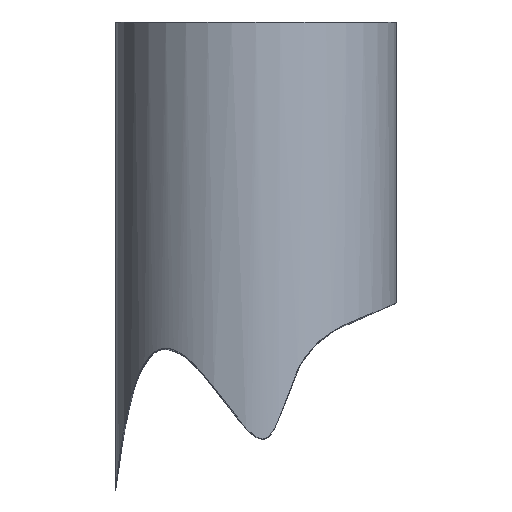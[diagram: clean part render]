
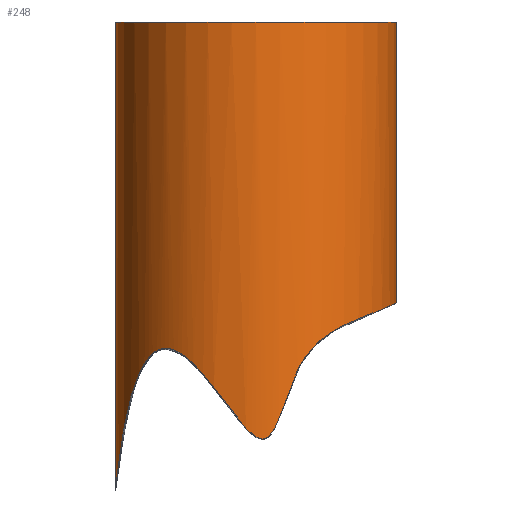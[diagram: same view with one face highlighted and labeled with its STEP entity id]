
A CAD part, top view. The second image highlights one B-rep face of the part: STEP entity #248.
In plain terms, the highlighted cylindrical face has radius 30 mm (diameter 60 mm), a partial arc.
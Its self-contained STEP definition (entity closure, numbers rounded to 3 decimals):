
#6=CARTESIAN_POINT('',(0.,100.,0.));
#7=DIRECTION('',(0.,1.,0.));
#8=DIRECTION('',(-1.,0.,0.));
#9=AXIS2_PLACEMENT_3D('',#6,#7,#8);
#11=DIRECTION('',(0.,1.,0.));
#12=VECTOR('',#11,60.);
#13=CARTESIAN_POINT('',(30.,40.,0.));
#14=LINE('',#13,#12);
#106=CARTESIAN_POINT('',(-30.,0.,0.));
#107=CARTESIAN_POINT('',(-30.,0.,0.276));
#108=CARTESIAN_POINT('',(-29.993,0.074,
0.844));
#109=CARTESIAN_POINT('',(-29.951,0.491,1.79));
#110=CARTESIAN_POINT('',(-29.884,1.156,2.686));
#111=CARTESIAN_POINT('',(-29.792,2.033,3.563));
#112=CARTESIAN_POINT('',(-29.675,3.101,4.43));
#113=CARTESIAN_POINT('',(-29.535,4.322,5.284));
#114=CARTESIAN_POINT('',(-29.369,5.692,6.143));
#115=CARTESIAN_POINT('',(-29.166,7.262,7.048));
#116=CARTESIAN_POINT('',(-28.913,9.069,8.025));
#117=CARTESIAN_POINT('',(-28.603,11.091,9.07));
#118=CARTESIAN_POINT('',(-28.233,13.264,10.167));
#119=CARTESIAN_POINT('',(-27.797,15.534,11.308));
#120=CARTESIAN_POINT('',(-27.292,17.822,12.477));
#121=CARTESIAN_POINT('',(-26.744,19.96,13.61));
#122=CARTESIAN_POINT('',(-26.199,21.787,14.63));
#123=CARTESIAN_POINT('',(-25.669,23.319,15.539));
#124=CARTESIAN_POINT('',(-25.143,24.632,16.374));
#125=CARTESIAN_POINT('',(-24.614,25.774,17.16));
#126=CARTESIAN_POINT('',(-24.031,26.848,17.968));
#127=CARTESIAN_POINT('',(-23.344,27.886,18.854));
#128=CARTESIAN_POINT('',(-22.595,28.767,19.747));
#129=CARTESIAN_POINT('',(-21.781,29.471,20.642));
#130=CARTESIAN_POINT('',(-20.884,29.982,21.551));
#131=CARTESIAN_POINT('',(-19.887,30.26,22.475));
#132=CARTESIAN_POINT('',(-18.836,30.269,23.363));
#133=CARTESIAN_POINT('',(-17.753,30.014,24.196));
#134=CARTESIAN_POINT('',(-16.697,29.544,24.935));
#135=CARTESIAN_POINT('',(-15.65,28.895,25.604));
#136=CARTESIAN_POINT('',(-14.616,28.097,26.207));
#137=CARTESIAN_POINT('',(-13.613,27.191,26.741));
#138=CARTESIAN_POINT('',(-12.667,26.239,27.201));
#139=CARTESIAN_POINT('',(-11.718,25.2,27.623));
#140=CARTESIAN_POINT('',(-10.718,24.031,28.027));
#141=CARTESIAN_POINT('',(-9.611,22.661,28.428));
#142=CARTESIAN_POINT('',(-8.444,21.152,28.795));
#143=CARTESIAN_POINT('',(-7.449,19.835,29.066));
#144=CARTESIAN_POINT('',(-6.541,18.623,29.283));
#145=CARTESIAN_POINT('',(-5.723,17.537,29.452));
#146=CARTESIAN_POINT('',(-4.983,16.565,29.586));
#147=CARTESIAN_POINT('',(-4.312,15.705,29.691));
#148=CARTESIAN_POINT('',(-3.706,14.949,29.772));
#149=CARTESIAN_POINT('',(-3.154,14.286,29.835));
#150=CARTESIAN_POINT('',(-2.649,13.705,29.884));
#151=CARTESIAN_POINT('',(-2.181,13.193,29.922));
#152=CARTESIAN_POINT('',(-1.743,12.742,29.95));
#153=CARTESIAN_POINT('',(-1.335,12.351,29.971));
#154=CARTESIAN_POINT('',(-0.96,12.019,29.985));
#155=CARTESIAN_POINT('',(-0.615,11.741,29.994));
#156=CARTESIAN_POINT('',(-0.29,11.507,29.999));
#157=CARTESIAN_POINT('',(0.019,11.31,30.001));
#158=CARTESIAN_POINT('',(0.324,11.146,29.999));
#159=CARTESIAN_POINT('',(0.635,11.013,29.994));
#160=CARTESIAN_POINT('',(0.969,10.914,29.985));
#161=CARTESIAN_POINT('',(1.313,10.867,29.972));
#162=CARTESIAN_POINT('',(1.664,10.889,29.954));
#163=CARTESIAN_POINT('',(1.995,10.982,29.934));
#164=CARTESIAN_POINT('',(2.304,11.134,29.912));
#165=CARTESIAN_POINT('',(2.604,11.345,29.887));
#166=CARTESIAN_POINT('',(2.895,11.613,29.86));
#167=CARTESIAN_POINT('',(3.179,11.937,29.832));
#168=CARTESIAN_POINT('',(3.465,12.326,29.8));
#169=CARTESIAN_POINT('',(3.751,12.779,29.765));
#170=CARTESIAN_POINT('',(4.037,13.296,29.728));
#171=CARTESIAN_POINT('',(4.324,13.877,29.687));
#172=CARTESIAN_POINT('',(4.62,14.536,29.643));
#173=CARTESIAN_POINT('',(4.929,15.282,29.593));
#174=CARTESIAN_POINT('',(5.255,16.126,29.537));
#175=CARTESIAN_POINT('',(5.598,17.062,29.474));
#176=CARTESIAN_POINT('',(5.961,18.087,29.403));
#177=CARTESIAN_POINT('',(6.348,19.199,29.322));
#178=CARTESIAN_POINT('',(6.766,20.39,29.228));
#179=CARTESIAN_POINT('',(7.226,21.667,29.118));
#180=CARTESIAN_POINT('',(7.756,23.061,28.982));
#181=CARTESIAN_POINT('',(8.389,24.588,28.806));
#182=CARTESIAN_POINT('',(9.178,26.261,28.567));
#183=CARTESIAN_POINT('',(10.216,28.048,28.216));
#184=CARTESIAN_POINT('',(11.595,29.889,27.686));
#185=CARTESIAN_POINT('',(13.403,31.729,26.87));
#186=CARTESIAN_POINT('',(15.637,33.438,25.656));
#187=CARTESIAN_POINT('',(18.269,34.967,23.878));
#188=CARTESIAN_POINT('',(21.146,36.293,21.419));
#189=CARTESIAN_POINT('',(24.038,37.457,18.112));
#190=CARTESIAN_POINT('',(26.137,38.289,14.882));
#191=CARTESIAN_POINT('',(27.81,38.987,11.471));
#192=CARTESIAN_POINT('',(29.069,39.551,7.758));
#193=CARTESIAN_POINT('',(29.833,39.917,3.89));
#194=CARTESIAN_POINT('',(30.,40.,1.295));
#195=CARTESIAN_POINT('',(30.,40.,0.));
#197=DIRECTION('',(0.,1.,0.));
#198=VECTOR('',#197,100.);
#199=CARTESIAN_POINT('',(-30.,0.,0.));
#200=LINE('',#199,#198);
#201=CARTESIAN_POINT('',(30.,100.,0.));
#202=CARTESIAN_POINT('',(-30.,100.,0.));
#203=VERTEX_POINT('',#201);
#204=VERTEX_POINT('',#202);
#205=CARTESIAN_POINT('',(30.,40.,0.));
#206=VERTEX_POINT('',#205);
#207=CARTESIAN_POINT('',(-30.,0.,0.));
#208=VERTEX_POINT('',#207);
#236=CARTESIAN_POINT('',(0.,0.,0.));
#237=DIRECTION('',(0.,1.,0.));
#238=DIRECTION('',(1.,0.,0.));
#239=AXIS2_PLACEMENT_3D('',#236,#237,#238);
#240=CYLINDRICAL_SURFACE('',#239,30.);
#241=ORIENTED_EDGE('',*,*,#226,.F.);
#243=ORIENTED_EDGE('',*,*,#242,.F.);
#244=ORIENTED_EDGE('',*,*,#229,.T.);
#245=ORIENTED_EDGE('',*,*,#216,.T.);
#246=EDGE_LOOP('',(#241,#243,#244,#245));
#247=FACE_OUTER_BOUND('',#246,.F.);
#248=ADVANCED_FACE('',(#247),#240,.T.);
#10=CIRCLE('',#9,30.);
#196=B_SPLINE_CURVE_WITH_KNOTS('',3,(#106,#107,#108,#109,#110,#111,#112,#113,
#114,#115,#116,#117,#118,#119,#120,#121,#122,#123,#124,#125,#126,#127,#128,#129,
#130,#131,#132,#133,#134,#135,#136,#137,#138,#139,#140,#141,#142,#143,#144,#145,
#146,#147,#148,#149,#150,#151,#152,#153,#154,#155,#156,#157,#158,#159,#160,#161,
#162,#163,#164,#165,#166,#167,#168,#169,#170,#171,#172,#173,#174,#175,#176,#177,
#178,#179,#180,#181,#182,#183,#184,#185,#186,#187,#188,#189,#190,#191,#192,#193,
#194,#195),.UNSPECIFIED.,.F.,.F.,(4,1,1,1,1,1,1,1,1,1,1,1,1,1,1,1,1,1,1,1,1,1,1,
1,1,1,1,1,1,1,1,1,1,1,1,1,1,1,1,1,1,1,1,1,1,1,1,1,1,1,1,1,1,1,1,1,1,1,1,1,1,1,1,
1,1,1,1,1,1,1,1,1,1,1,1,1,1,1,1,1,1,1,1,1,1,1,1,4),(0.,0.011,
0.023,0.034,0.046,0.057,
0.069,0.08,0.092,0.103,
0.115,0.126,0.138,0.149,
0.161,0.172,0.184,0.195,
0.207,0.218,0.23,0.241,
0.253,0.264,0.276,0.287,
0.299,0.31,0.322,0.333,
0.345,0.356,0.368,0.379,
0.391,0.402,0.414,0.425,
0.437,0.448,0.46,0.471,
0.483,0.494,0.506,0.517,
0.529,0.54,0.552,0.563,
0.575,0.586,0.598,0.609,
0.621,0.632,0.644,0.655,
0.667,0.678,0.69,0.701,
0.713,0.724,0.736,0.747,
0.759,0.77,0.782,0.793,
0.805,0.816,0.828,0.839,
0.851,0.862,0.874,0.885,
0.897,0.908,0.92,0.931,
0.943,0.954,0.966,0.977,
0.989,1.),.UNSPECIFIED.);
#216=EDGE_CURVE('',#204,#203,#10,.T.);
#226=EDGE_CURVE('',#206,#203,#14,.T.);
#229=EDGE_CURVE('',#208,#204,#200,.T.);
#242=EDGE_CURVE('',#208,#206,#196,.T.);
